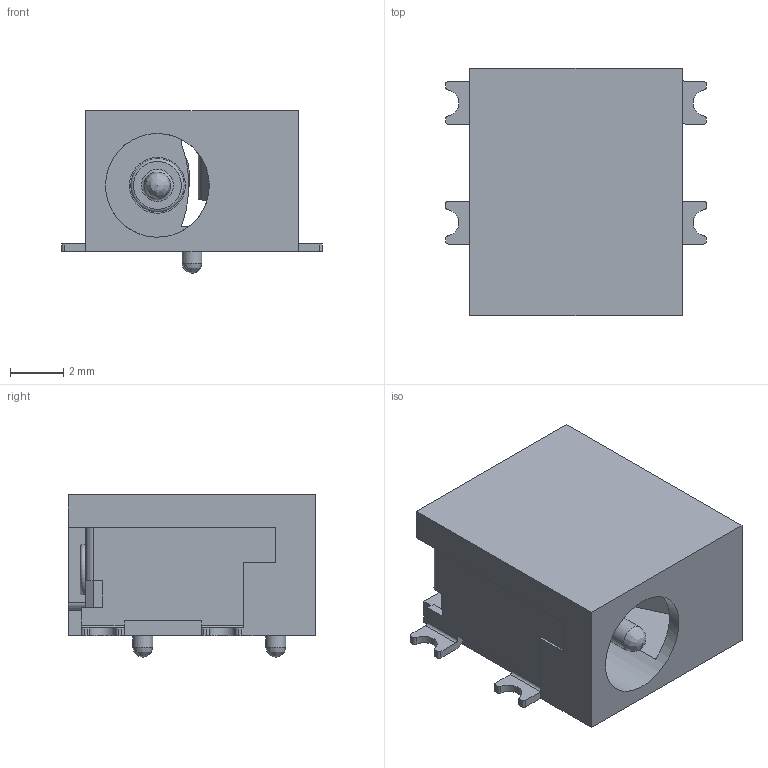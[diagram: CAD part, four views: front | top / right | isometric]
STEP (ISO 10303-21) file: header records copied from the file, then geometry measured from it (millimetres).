
FILE_DESCRIPTION( ( 'Unknown' ), '1' );
FILE_NAME( '694102107102.stp', 'Unknown', ( 'Quentin LAIDEBEUR' ), ( 'WE' ), 'PSStep 15.0.49', 'Sample-box', ' ' );
FILE_SCHEMA( ( 'AUTOMOTIVE_DESIGN { 1 0 10303 214 1 1 1 1 }' ) );
Length unit declared in the file: millimetre
Products named in the file (6): Assem1; 6941xx107102; 694106301002_PinContact; 6941xx107102_Pin; 6941xx107102_Lame; 6941xx107102_PinBis
Assembly tree (5 placements, depth 2):
  Assem1
    6941xx107102
    694106301002_PinContact
    6941xx107102_Pin
    6941xx107102_Lame
    6941xx107102_PinBis
Bounding box: 9.8 x 9.3 x 6.1 mm (x, y, z)
Volume: 229.2 mm3; surface area: 838.1 mm2
Topology: 5 solids, 5 shells, 213 faces, 585 edges, 388 vertices
Faces by surface type: plane 135, cylinder 66, torus 8, bspline 4
Full cylindrical faces by diameter (mm): 0.75 x2, 1 x1, 1.1 x1, 1.3 x3, 2 x1, 2.1 x1, 3.9 x1
Entity records: 8489 total; most frequent: CARTESIAN_POINT 1253, DIRECTION 1135, ORIENTED_EDGE 1114, EDGE_CURVE 557, LINE 409, VECTOR 409, VERTEX_POINT 381, AXIS2_PLACEMENT_3D 363
